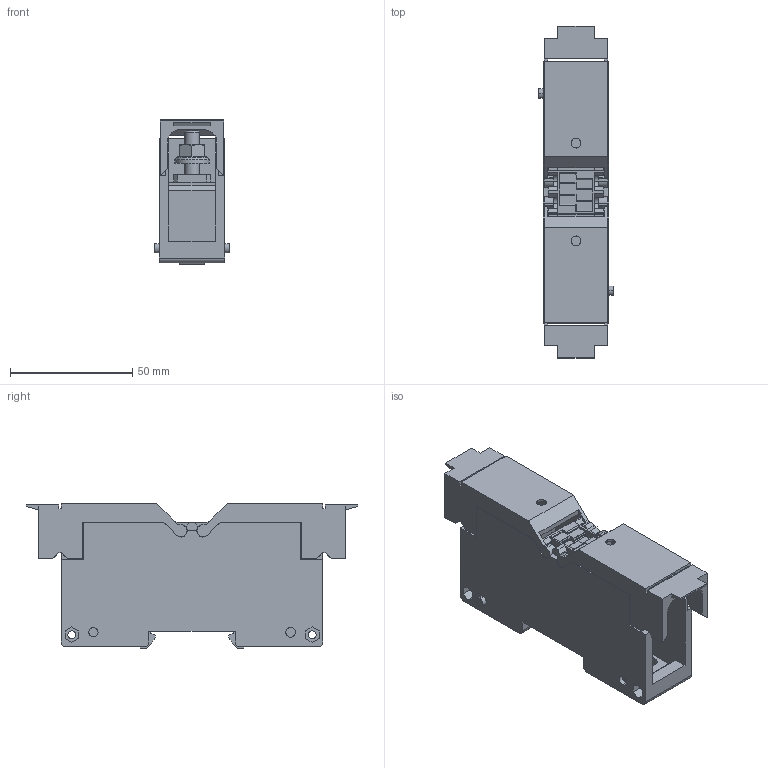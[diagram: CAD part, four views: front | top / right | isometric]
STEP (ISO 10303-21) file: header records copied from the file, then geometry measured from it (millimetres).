
FILE_DESCRIPTION(('CATIA V5R24 STEP','CAx-IF Rec.Pracs.--- Model Styling and Organization---1.2---2011-12-15'),'2;1');
FILE_NAME ('D1447761_0', '2017-04-24T11:06:09+00:00', ('Weidmueller Interface'), ('Weidmueller'), 'CATIA Version 5-6 Release 2014 SP4 HF52', 'CATIA V5 STEP AP214', 'none');
FILE_SCHEMA(('AUTOMOTIVE_DESIGN { 1 0 10303 214 1 1 1 1 }'));
Length unit declared in the file: millimetre
Products named in the file (1): v5-standard_part
Bounding box: 30.7 x 136 x 59.17 mm (x, y, z)
Volume: 88167 mm3; surface area: 41447.3 mm2
Topology: 5 solids, 5 shells, 417 faces, 1160 edges, 768 vertices
Faces by surface type: plane 315, cylinder 82, cone 20
Entity records: 13413 total; most frequent: CARTESIAN_POINT 2749, ORIENTED_EDGE 2320, DIRECTION 1947, EDGE_CURVE 1160, VECTOR 938, LINE 938, VERTEX_POINT 768, AXIS2_PLACEMENT_3D 594
